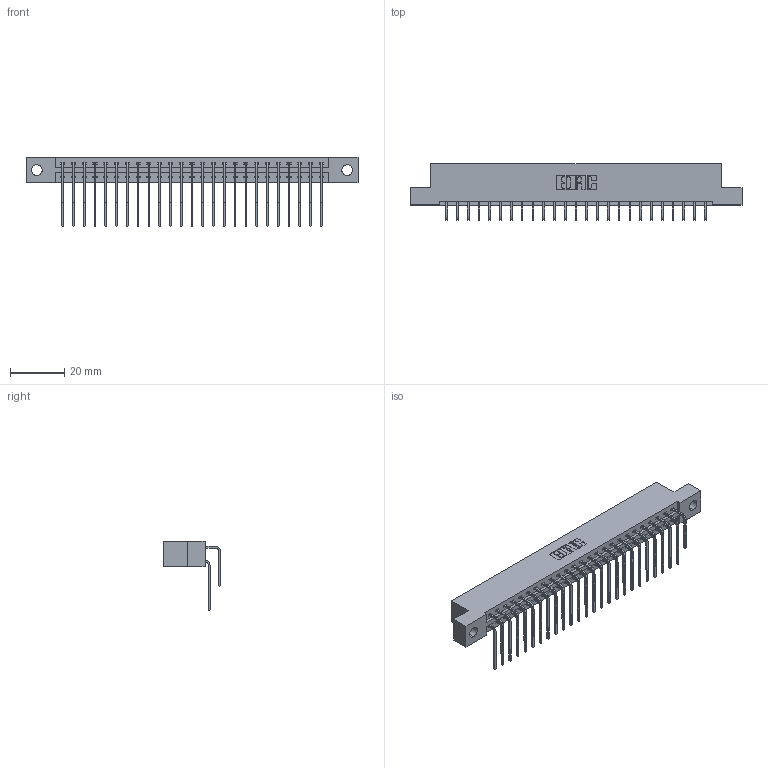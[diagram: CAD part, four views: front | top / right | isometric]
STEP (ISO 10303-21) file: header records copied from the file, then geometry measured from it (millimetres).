
FILE_DESCRIPTION (( 'STEP AP203' ), '1' );
FILE_NAME ('387-050-559-204.STEP', '2018-09-20T09:14:48', ( '' ), ( '' ), 'SwSTEP 2.0', 'SolidWorks 2016', '' );
FILE_SCHEMA (( 'CONFIG_CONTROL_DESIGN' ));
Length unit declared in the file: inch
Products named in the file (4): 337 Part_Flush Mounting Lugs - 0.156 Dia-TH; 345-292-001_558 559 Tail - 1; 345-292-001_559 Tail - 2; 387-050-559-204
Assembly tree (51 placements, depth 2):
  387-050-559-204
    337 Part_Flush Mounting Lugs - 0.156 Dia-TH
    345-292-001_558 559 Tail - 1  x25
    345-292-001_559 Tail - 2  x25
Bounding box: 122.07 x 20.9 x 25.53 mm (x, y, z)
Volume: 12839.3 mm3; surface area: 15595.4 mm2
Topology: 51 solids, 51 shells, 2914 faces, 8661 edges, 5706 vertices
Faces by surface type: plane 2070, cylinder 844
Entity records: 23369 total; most frequent: CARTESIAN_POINT 3997, ORIENTED_EDGE 3882, DIRECTION 3413, EDGE_CURVE 1941, VECTOR 1773, LINE 1773, VERTEX_POINT 1290, AXIS2_PLACEMENT_3D 820
